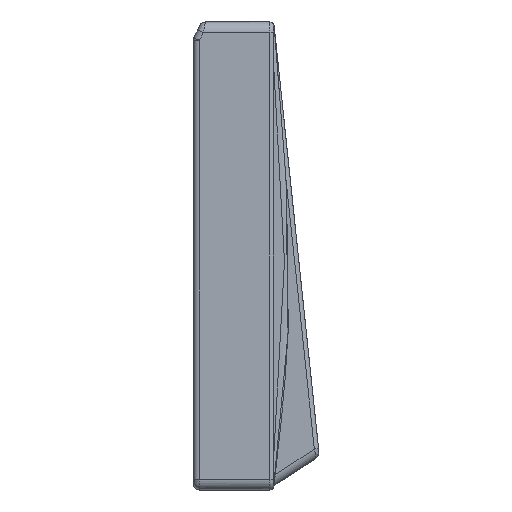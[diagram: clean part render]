
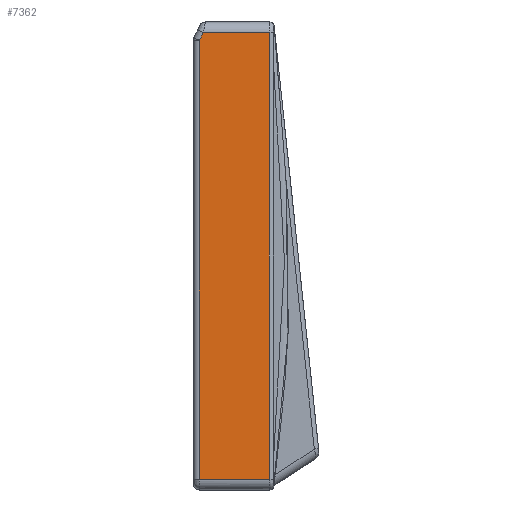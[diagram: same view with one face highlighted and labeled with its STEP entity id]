
A CAD part, left-side view. The second image highlights one B-rep face of the part: STEP entity #7362.
In plain terms, the highlighted planar face has unit normal (-1, 0, 0).
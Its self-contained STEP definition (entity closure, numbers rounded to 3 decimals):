
#107=PLANE('',#7934);
#459=FACE_OUTER_BOUND('',#887,.T.);
#887=EDGE_LOOP('',(#5694,#5695,#5696,#5697,#5698));
#1861=LINE('',#19137,#2397);
#1872=LINE('',#19197,#2408);
#1875=LINE('',#19213,#2411);
#2024=LINE('',#21069,#2560);
#2025=LINE('',#21070,#2561);
#2397=VECTOR('',#8823,1.5);
#2408=VECTOR('',#8864,10.);
#2411=VECTOR('',#8873,1000.);
#2560=VECTOR('',#9278,1000.);
#2561=VECTOR('',#9279,10.);
#3126=VERTEX_POINT('',#19076);
#3135=VERTEX_POINT('',#19129);
#3151=VERTEX_POINT('',#19195);
#3152=VERTEX_POINT('',#19212);
#3359=VERTEX_POINT('',#21068);
#3995=EDGE_CURVE('',#3135,#3126,#1861,.T.);
#4017=EDGE_CURVE('',#3151,#3135,#1872,.T.);
#4021=EDGE_CURVE('',#3152,#3126,#1875,.T.);
#4296=EDGE_CURVE('',#3151,#3359,#2024,.T.);
#4297=EDGE_CURVE('',#3359,#3152,#2025,.T.);
#5694=ORIENTED_EDGE('',*,*,#3995,.F.);
#5695=ORIENTED_EDGE('',*,*,#4017,.F.);
#5696=ORIENTED_EDGE('',*,*,#4296,.T.);
#5697=ORIENTED_EDGE('',*,*,#4297,.T.);
#5698=ORIENTED_EDGE('',*,*,#4021,.T.);
#7362=ADVANCED_FACE('',(#459),#107,.F.);
#7934=AXIS2_PLACEMENT_3D('',#21067,#9276,#9277);
#8823=DIRECTION('',(0.,-0.447,0.894));
#8864=DIRECTION('',(0.,0.,1.));
#8873=DIRECTION('',(0.,1.,0.));
#9276=DIRECTION('center_axis',(1.,0.,0.));
#9277=DIRECTION('ref_axis',(0.,0.,-1.));
#9278=DIRECTION('',(0.,-1.,0.));
#9279=DIRECTION('',(0.,0.,1.));
#19076=CARTESIAN_POINT('',(-147.85,16.573,52.6));
#19129=CARTESIAN_POINT('',(-147.85,17.5,50.746));
#19137=CARTESIAN_POINT('',(-147.85,60.138,-34.531));
#19195=CARTESIAN_POINT('',(-147.85,17.5,-52.6));
#19197=CARTESIAN_POINT('',(-147.85,17.5,-27.55));
#19212=CARTESIAN_POINT('',(-147.85,1.,52.6));
#19213=CARTESIAN_POINT('',(-147.85,19.,52.6));
#21067=CARTESIAN_POINT('Origin',(-147.85,19.,-55.1));
#21068=CARTESIAN_POINT('',(-147.85,1.,-52.6));
#21069=CARTESIAN_POINT('',(-147.85,19.,-52.6));
#21070=CARTESIAN_POINT('',(-147.85,1.,-52.6));
